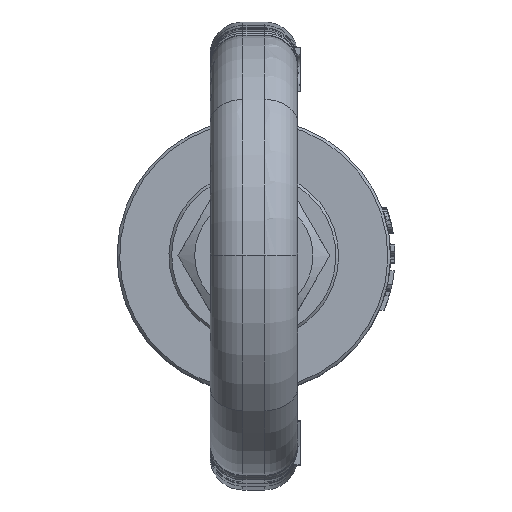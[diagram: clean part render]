
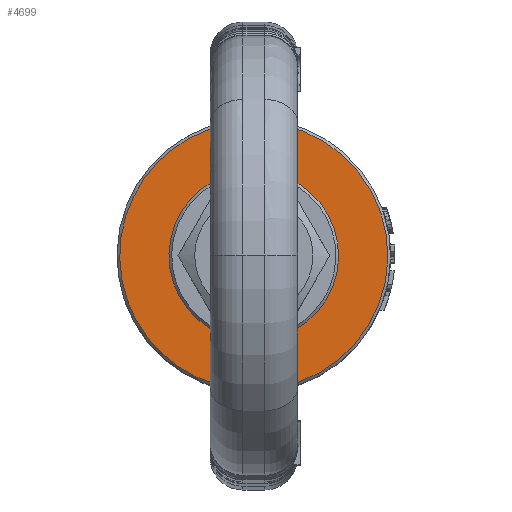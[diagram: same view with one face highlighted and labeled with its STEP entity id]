
A CAD part, top view. The second image highlights one B-rep face of the part: STEP entity #4699.
In plain terms, the highlighted planar face has unit normal (0, 0, 1).
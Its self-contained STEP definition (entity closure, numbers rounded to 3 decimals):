
#2975=CARTESIAN_POINT('Axis2P3D Location',(0.,0.,-38.5)) ;
#2979=CARTESIAN_POINT('Vertex',(11.746,-21.501,-38.5)) ;
#2981=CARTESIAN_POINT('Vertex',(-11.746,21.501,-38.5)) ;
#4646=CARTESIAN_POINT('Axis2P3D Location',(0.,-15.5,-38.5)) ;
#4652=CARTESIAN_POINT('Control Point',(11.746,-21.501,-38.5)) ;
#4653=CARTESIAN_POINT('Control Point',(9.618,-22.663,-38.5)) ;
#4654=CARTESIAN_POINT('Control Point',(7.346,-23.563,-38.5)) ;
#4655=CARTESIAN_POINT('Control Point',(4.974,-24.175,-38.5)) ;
#4656=CARTESIAN_POINT('Control Point',(0.127,-24.8,-38.5)) ;
#4657=CARTESIAN_POINT('Control Point',(-4.726,-24.225,-38.5)) ;
#4658=CARTESIAN_POINT('Control Point',(-7.104,-23.637,-38.5)) ;
#4659=CARTESIAN_POINT('Control Point',(-11.666,-21.885,-38.5)) ;
#4660=CARTESIAN_POINT('Control Point',(-15.663,-19.074,-38.5)) ;
#4661=CARTESIAN_POINT('Control Point',(-17.477,-17.427,-38.5)) ;
#4662=CARTESIAN_POINT('Control Point',(-20.66,-13.719,-38.5)) ;
#4663=CARTESIAN_POINT('Control Point',(-22.843,-9.347,-38.5)) ;
#4664=CARTESIAN_POINT('Control Point',(-23.657,-7.036,-38.5)) ;
#4665=CARTESIAN_POINT('Control Point',(-24.697,-2.261,-38.5)) ;
#4666=CARTESIAN_POINT('Control Point',(-24.541,2.623,-38.5)) ;
#4667=CARTESIAN_POINT('Control Point',(-24.16,5.043,-38.5)) ;
#4668=CARTESIAN_POINT('Control Point',(-22.808,9.739,-38.5)) ;
#4669=CARTESIAN_POINT('Control Point',(-20.352,13.963,-38.5)) ;
#4670=CARTESIAN_POINT('Control Point',(-18.867,15.912,-38.5)) ;
#4671=CARTESIAN_POINT('Control Point',(-16.561,18.265,-38.5)) ;
#4672=CARTESIAN_POINT('Control Point',(-13.915,20.191,-38.5)) ;
#4673=CARTESIAN_POINT('Control Point',(-13.211,20.659,-38.5)) ;
#4674=CARTESIAN_POINT('Control Point',(-12.487,21.096,-38.5)) ;
#4675=CARTESIAN_POINT('Control Point',(-11.746,21.501,-38.5)) ;
#4681=CARTESIAN_POINT('Axis2P3D Location',(0.,0.,-38.5)) ;
#4685=CARTESIAN_POINT('Vertex',(7.431,-13.603,-38.5)) ;
#4687=CARTESIAN_POINT('Vertex',(-7.431,13.603,-38.5)) ;
#4690=CARTESIAN_POINT('Axis2P3D Location',(0.,0.,-38.5)) ;
#2976=DIRECTION('Axis2P3D Direction',(0.,0.,-1.)) ;
#4647=DIRECTION('Axis2P3D Direction',(0.,0.,1.)) ;
#4648=DIRECTION('Axis2P3D XDirection',(1.,0.,0.)) ;
#4682=DIRECTION('Axis2P3D Direction',(0.,0.,1.)) ;
#4691=DIRECTION('Axis2P3D Direction',(0.,0.,1.)) ;
#2977=AXIS2_PLACEMENT_3D('Circle Axis2P3D',#2975,#2976,$) ;
#4649=AXIS2_PLACEMENT_3D('Plane Axis2P3D',#4646,#4647,#4648) ;
#4683=AXIS2_PLACEMENT_3D('Circle Axis2P3D',#4681,#4682,$) ;
#4692=AXIS2_PLACEMENT_3D('Circle Axis2P3D',#4690,#4691,$) ;
#4678=ORIENTED_EDGE('',*,*,#4676,.T.) ;
#4679=ORIENTED_EDGE('',*,*,#2983,.T.) ;
#4696=ORIENTED_EDGE('',*,*,#4689,.F.) ;
#4697=ORIENTED_EDGE('',*,*,#4694,.F.) ;
#4698=FACE_BOUND('',#4695,.T.) ;
#4699=ADVANCED_FACE('\X2\672C9AD4\X0\.2',(#4680,#4698),#4650,.T.) ;
#4651=B_SPLINE_CURVE_WITH_KNOTS('',5,(#4652,#4653,#4654,#4655,#4656,#4657,#4658,#4659,#4660,#4661,#4662,#4663,#4664,#4665,#4666,#4667,#4668,#4669,#4670,#4671,#4672,#4673,#4674,#4675),.UNSPECIFIED.,.F.,.U.,(6,3,3,3,3,3,3,6),(0.,17.146,34.292,51.439,68.585,85.731,102.877,108.849),.UNSPECIFIED.) ;
#2978=CIRCLE('generated circle',#2977,24.5) ;
#4684=CIRCLE('generated circle',#4683,15.5) ;
#4693=CIRCLE('generated circle',#4692,15.5) ;
#2983=EDGE_CURVE('',#2980,#2982,#2978,.F.) ;
#4676=EDGE_CURVE('',#2982,#2980,#4651,.F.) ;
#4689=EDGE_CURVE('',#4686,#4688,#4684,.T.) ;
#4694=EDGE_CURVE('',#4688,#4686,#4693,.T.) ;
#4677=EDGE_LOOP('',(#4678,#4679)) ;
#4695=EDGE_LOOP('',(#4696,#4697)) ;
#4680=FACE_OUTER_BOUND('',#4677,.T.) ;
#4650=PLANE('',#4649) ;
#2980=VERTEX_POINT('',#2979) ;
#2982=VERTEX_POINT('',#2981) ;
#4686=VERTEX_POINT('',#4685) ;
#4688=VERTEX_POINT('',#4687) ;
